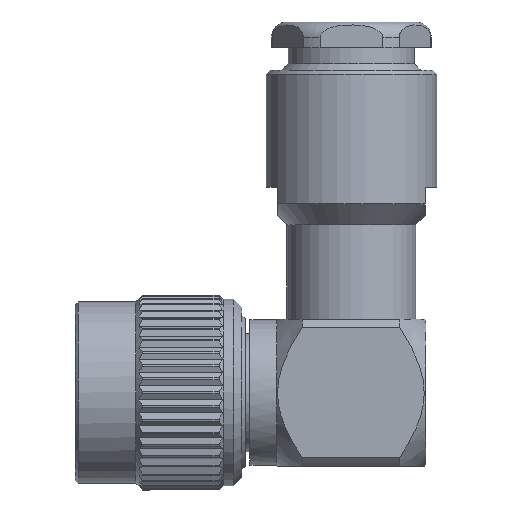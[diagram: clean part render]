
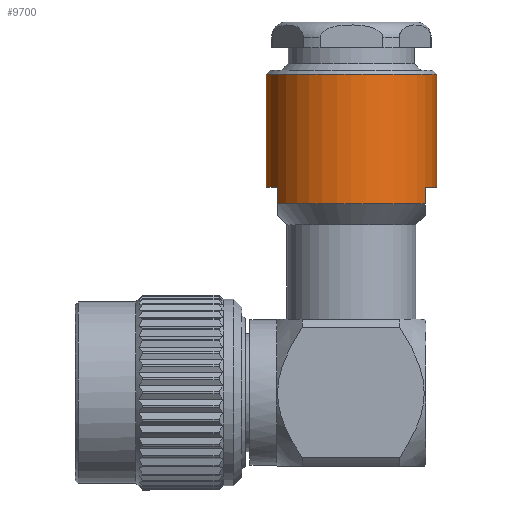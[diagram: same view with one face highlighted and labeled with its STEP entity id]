
A CAD part, front view. The second image highlights one B-rep face of the part: STEP entity #9700.
In plain terms, the highlighted cylindrical face has radius 6.35 mm (diameter 12.7 mm), a full revolution.
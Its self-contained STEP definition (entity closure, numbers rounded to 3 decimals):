
#31 = VERTEX_POINT ( 'NONE', #3738 ) ;
#35 = VERTEX_POINT ( 'NONE', #3734 ) ;
#36 = VERTEX_POINT ( 'NONE', #3733 ) ;
#39 = VERTEX_POINT ( 'NONE', #3730 ) ;
#43 = VERTEX_POINT ( 'NONE', #3726 ) ;
#44 = VERTEX_POINT ( 'NONE', #3725 ) ;
#47 = VERTEX_POINT ( 'NONE', #3722 ) ;
#49 = VERTEX_POINT ( 'NONE', #3720 ) ;
#227 = EDGE_LOOP ( 'NONE', ( #5786 ) ) ;
#359 = EDGE_LOOP ( 'NONE', ( #5787, #5785, #5789, #5784, #5792, #5790, #5795, #5796 ) ) ;
#1313 = DIRECTION ( 'NONE',  ( 0., 0., -1. ) ) ;
#1320 = CARTESIAN_POINT ( 'NONE',  ( 5.5, 3.174, -13.359 ) ) ;
#1334 = CARTESIAN_POINT ( 'NONE',  ( 5.5, -3.174, -13.359 ) ) ;
#1337 = DIRECTION ( 'NONE',  ( 0., 0., 1. ) ) ;
#1349 = CARTESIAN_POINT ( 'NONE',  ( 0., 0., -13.55 ) ) ;
#1352 = DIRECTION ( 'NONE',  ( 0., 0., 1. ) ) ;
#1357 = DIRECTION ( 'NONE',  ( 1., 0., 0. ) ) ;
#3720 = CARTESIAN_POINT ( 'NONE',  ( -5.5, 3.174, -13.55 ) ) ;
#3722 = CARTESIAN_POINT ( 'NONE',  ( 5.5, 3.174, -13.55 ) ) ;
#3725 = CARTESIAN_POINT ( 'NONE',  ( -5.5, -3.174, -13.55 ) ) ;
#3726 = CARTESIAN_POINT ( 'NONE',  ( 5.5, -3.174, -13.55 ) ) ;
#3730 = CARTESIAN_POINT ( 'NONE',  ( -5.5, -3.174, -12.3 ) ) ;
#3733 = CARTESIAN_POINT ( 'NONE',  ( 5.5, 3.174, -12.3 ) ) ;
#3734 = CARTESIAN_POINT ( 'NONE',  ( 5.5, -3.174, -12.3 ) ) ;
#3738 = CARTESIAN_POINT ( 'NONE',  ( -5.5, 3.174, -12.3 ) ) ;
#4040 = AXIS2_PLACEMENT_3D ( 'NONE', #4628, #4634, #4641 ) ;
#4108 = VECTOR ( 'NONE', #4932, 1000. ) ;
#4126 = AXIS2_PLACEMENT_3D ( 'NONE', #7333, #7334, #7335 ) ;
#4132 = CIRCLE ( 'NONE', #4126, 6.35 ) ;
#4160 = CIRCLE ( 'NONE', #4185, 6.35 ) ;
#4185 = AXIS2_PLACEMENT_3D ( 'NONE', #4941, #4944, #4946 ) ;
#4256 = CIRCLE ( 'NONE', #4257, 6.35 ) ;
#4257 = AXIS2_PLACEMENT_3D ( 'NONE', #4898, #4900, #4903 ) ;
#4290 = CARTESIAN_POINT ( 'NONE',  ( 0., 0., -13.55 ) ) ;
#4291 = DIRECTION ( 'NONE',  ( 1., 0., 0. ) ) ;
#4292 = DIRECTION ( 'NONE',  ( 0., 0., 1. ) ) ;
#4298 = CARTESIAN_POINT ( 'NONE',  ( -5.5, 3.174, -13.359 ) ) ;
#4300 = DIRECTION ( 'NONE',  ( 0., 0., 1. ) ) ;
#4628 = CARTESIAN_POINT ( 'NONE',  ( 0., 0., -3.9 ) ) ;
#4634 = DIRECTION ( 'NONE',  ( 0., 0., -1. ) ) ;
#4641 = DIRECTION ( 'NONE',  ( -1., 0., 0. ) ) ;
#4898 = CARTESIAN_POINT ( 'NONE',  ( 0., 0., -3.9 ) ) ;
#4900 = DIRECTION ( 'NONE',  ( 0., 0., 1. ) ) ;
#4903 = DIRECTION ( 'NONE',  ( -1., 0., 0. ) ) ;
#4930 = CARTESIAN_POINT ( 'NONE',  ( -5.5, -3.174, -8.725 ) ) ;
#4932 = DIRECTION ( 'NONE',  ( 0., 0., 1. ) ) ;
#4941 = CARTESIAN_POINT ( 'NONE',  ( 0., 0., -12.3 ) ) ;
#4944 = DIRECTION ( 'NONE',  ( 0., 0., -1. ) ) ;
#4946 = DIRECTION ( 'NONE',  ( -1., 0., 0. ) ) ;
#5176 = VECTOR ( 'NONE', #4300, 1000. ) ;
#5179 = AXIS2_PLACEMENT_3D ( 'NONE', #4290, #4292, #4291 ) ;
#5180 = VECTOR ( 'NONE', #1337, 1000. ) ;
#5181 = VECTOR ( 'NONE', #1313, 1000. ) ;
#5182 = CIRCLE ( 'NONE', #5179, 6.35 ) ;
#5185 = AXIS2_PLACEMENT_3D ( 'NONE', #1349, #1352, #1357 ) ;
#5194 = CIRCLE ( 'NONE', #5185, 6.35 ) ;
#5784 = ORIENTED_EDGE ( 'NONE', *, *, #9535, .T. ) ;
#5785 = ORIENTED_EDGE ( 'NONE', *, *, #9739, .F. ) ;
#5786 = ORIENTED_EDGE ( 'NONE', *, *, #9731, .F. ) ;
#5787 = ORIENTED_EDGE ( 'NONE', *, *, #9537, .T. ) ;
#5789 = ORIENTED_EDGE ( 'NONE', *, *, #9737, .F. ) ;
#5790 = ORIENTED_EDGE ( 'NONE', *, *, #9755, .F. ) ;
#5792 = ORIENTED_EDGE ( 'NONE', *, *, #9534, .T. ) ;
#5795 = ORIENTED_EDGE ( 'NONE', *, *, #9533, .T. ) ;
#5796 = ORIENTED_EDGE ( 'NONE', *, *, #9531, .T. ) ;
#7333 = CARTESIAN_POINT ( 'NONE',  ( 0., 0., -12.3 ) ) ;
#7334 = DIRECTION ( 'NONE',  ( 0., 0., -1. ) ) ;
#7335 = DIRECTION ( 'NONE',  ( -1., 0., 0. ) ) ;
#7767 = CARTESIAN_POINT ( 'NONE',  ( -6.35, 0., -3.9 ) ) ;
#9022 = LINE ( 'NONE', #1320, #5181 ) ;
#9023 = LINE ( 'NONE', #1334, #5180 ) ;
#9024 = LINE ( 'NONE', #4298, #5176 ) ;
#9177 = FACE_OUTER_BOUND ( 'NONE', #227, .T. ) ;
#9178 = FACE_OUTER_BOUND ( 'NONE', #359, .T. ) ;
#9179 = CYLINDRICAL_SURFACE ( 'NONE', #4040, 6.35 ) ;
#9194 = LINE ( 'NONE', #4930, #4108 ) ;
#9344 = VERTEX_POINT ( 'NONE', #7767 ) ;
#9531 = EDGE_CURVE ( 'NONE', #47, #49, #5194, .T. ) ;
#9533 = EDGE_CURVE ( 'NONE', #36, #47, #9022, .T. ) ;
#9534 = EDGE_CURVE ( 'NONE', #43, #35, #9023, .T. ) ;
#9535 = EDGE_CURVE ( 'NONE', #44, #43, #5182, .T. ) ;
#9537 = EDGE_CURVE ( 'NONE', #49, #31, #9024, .T. ) ;
#9700 = ADVANCED_FACE ( 'NONE', ( #9177, #9178 ), #9179, .T. ) ;
#9731 = EDGE_CURVE ( 'NONE', #9344, #9344, #4256, .T. ) ;
#9737 = EDGE_CURVE ( 'NONE', #44, #39, #9194, .T. ) ;
#9739 = EDGE_CURVE ( 'NONE', #39, #31, #4160, .T. ) ;
#9755 = EDGE_CURVE ( 'NONE', #36, #35, #4132, .T. ) ;
